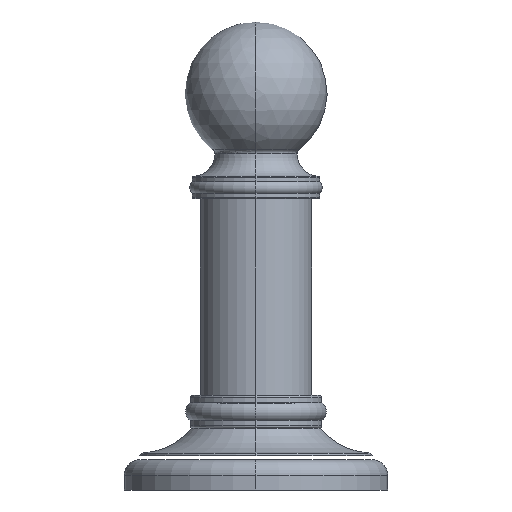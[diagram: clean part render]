
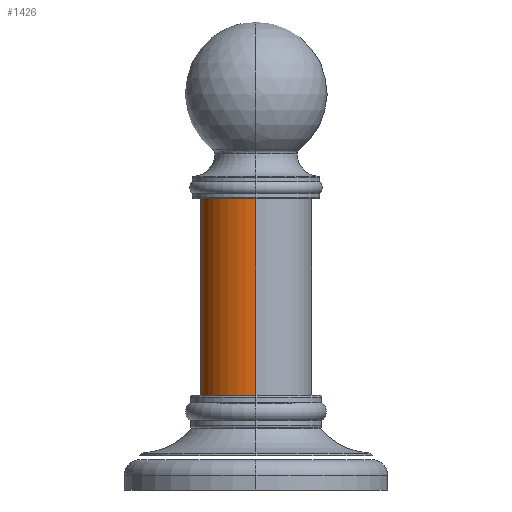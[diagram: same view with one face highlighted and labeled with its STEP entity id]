
A CAD part, left-side view. The second image highlights one B-rep face of the part: STEP entity #1426.
In plain terms, the highlighted cylindrical face has radius 10.732 mm (diameter 21.463 mm), a partial arc.
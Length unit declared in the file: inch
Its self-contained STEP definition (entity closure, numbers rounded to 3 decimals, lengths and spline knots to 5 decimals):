
#1122=CARTESIAN_POINT('',(0.,0.,2.20835));
#1123=DIRECTION('',(0.,0.,1.));
#1124=DIRECTION('',(1.,0.,0.));
#1125=AXIS2_PLACEMENT_3D('',#1122,#1123,#1124);
#1127=DIRECTION('',(0.,0.,-1.));
#1128=VECTOR('',#1127,1.55283);
#1129=CARTESIAN_POINT('',(-0.4225,0.,2.20835));
#1130=LINE('',#1129,#1128);
#1131=CARTESIAN_POINT('',(0.,0.,0.65551));
#1132=DIRECTION('',(0.,0.,-1.));
#1133=DIRECTION('',(-1.,0.,0.));
#1134=AXIS2_PLACEMENT_3D('',#1131,#1132,#1133);
#1136=DIRECTION('',(0.,0.,1.));
#1137=VECTOR('',#1136,1.55283);
#1138=CARTESIAN_POINT('',(0.4225,0.,0.65551));
#1139=LINE('',#1138,#1137);
#1361=CARTESIAN_POINT('',(-0.4225,0.,0.65551));
#1362=CARTESIAN_POINT('',(0.4225,0.,0.65551));
#1363=VERTEX_POINT('',#1361);
#1364=VERTEX_POINT('',#1362);
#1373=CARTESIAN_POINT('',(0.4225,0.,2.20835));
#1374=CARTESIAN_POINT('',(-0.4225,0.,2.20835));
#1375=VERTEX_POINT('',#1373);
#1376=VERTEX_POINT('',#1374);
#1411=CARTESIAN_POINT('',(0.,0.,0.72835));
#1412=DIRECTION('',(0.,0.,1.));
#1413=DIRECTION('',(1.,0.,0.));
#1414=AXIS2_PLACEMENT_3D('',#1411,#1412,#1413);
#1415=CYLINDRICAL_SURFACE('',#1414,0.4225);
#1417=ORIENTED_EDGE('',*,*,#1416,.T.);
#1419=ORIENTED_EDGE('',*,*,#1418,.T.);
#1421=ORIENTED_EDGE('',*,*,#1420,.T.);
#1423=ORIENTED_EDGE('',*,*,#1422,.T.);
#1424=EDGE_LOOP('',(#1417,#1419,#1421,#1423));
#1425=FACE_OUTER_BOUND('',#1424,.F.);
#1426=ADVANCED_FACE('',(#1425),#1415,.T.);
#1126=CIRCLE('',#1125,0.4225);
#1135=CIRCLE('',#1134,0.4225);
#1416=EDGE_CURVE('',#1375,#1376,#1126,.T.);
#1418=EDGE_CURVE('',#1376,#1363,#1130,.T.);
#1420=EDGE_CURVE('',#1363,#1364,#1135,.T.);
#1422=EDGE_CURVE('',#1364,#1375,#1139,.T.);
